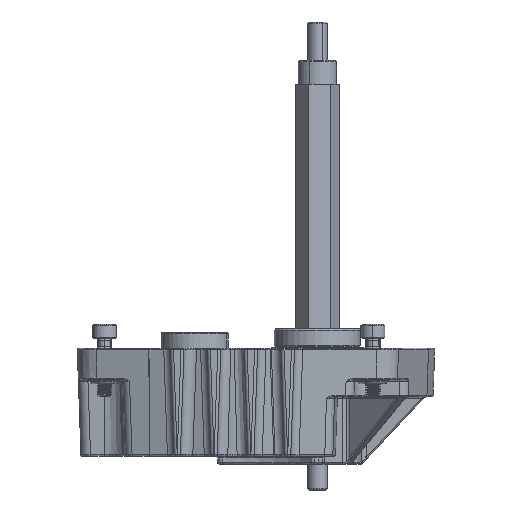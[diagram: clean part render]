
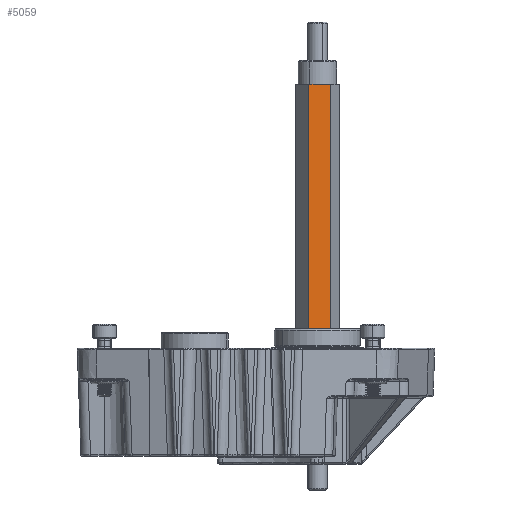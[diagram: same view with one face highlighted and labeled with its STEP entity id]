
A CAD part, left-side view. The second image highlights one B-rep face of the part: STEP entity #5059.
In plain terms, the highlighted face is planar.
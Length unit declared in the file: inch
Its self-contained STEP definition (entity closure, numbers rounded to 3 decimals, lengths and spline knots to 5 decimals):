
#425 = CARTESIAN_POINT ( 'NONE',  ( 0.805, -0.25, 0.14434 ) ) ;
#3003 = LINE ( 'NONE', #46935, #39391 ) ;
#3714 = LINE ( 'NONE', #53868, #5002 ) ;
#4671 = CARTESIAN_POINT ( 'NONE',  ( 4.79, 0., 0.28868 ) ) ;
#4824 = VECTOR ( 'NONE', #61523, 39.37008 ) ;
#5002 = VECTOR ( 'NONE', #65973, 39.37008 ) ;
#5059 = ADVANCED_FACE ( 'NONE', ( #50044 ), #39353, .F. ) ;
#6173 = VERTEX_POINT ( 'NONE', #69084 ) ;
#7602 = CARTESIAN_POINT ( 'NONE',  ( 4.79, 0., 0.28868 ) ) ;
#7775 = VERTEX_POINT ( 'NONE', #41002 ) ;
#10202 = ORIENTED_EDGE ( 'NONE', *, *, #66822, .T. ) ;
#13465 = EDGE_CURVE ( 'NONE', #7775, #71177, #3003, .T. ) ;
#16525 = EDGE_CURVE ( 'NONE', #18460, #6173, #68288, .T. ) ;
#17529 = CARTESIAN_POINT ( 'NONE',  ( 0.805, 0., 0.28868 ) ) ;
#18080 = CARTESIAN_POINT ( 'NONE',  ( 4.79, 0., 0.28868 ) ) ;
#18460 = VERTEX_POINT ( 'NONE', #7602 ) ;
#22733 = CARTESIAN_POINT ( 'NONE',  ( 4.79, -0.25, 0.14434 ) ) ;
#23345 = CARTESIAN_POINT ( 'NONE',  ( 4.79, -0.25, 0.14434 ) ) ;
#29582 = ORIENTED_EDGE ( 'NONE', *, *, #59850, .F. ) ;
#33877 = ORIENTED_EDGE ( 'NONE', *, *, #13465, .F. ) ;
#35547 = DIRECTION ( 'NONE',  ( 0., -0.866, -0.5 ) ) ;
#38908 = EDGE_CURVE ( 'NONE', #71177, #41964, #57424, .T. ) ;
#38985 = DIRECTION ( 'NONE',  ( 0., 0.5, -0.866 ) ) ;
#39353 = PLANE ( 'NONE',  #44530 ) ;
#39391 = VECTOR ( 'NONE', #35547, 39.37008 ) ;
#39442 = LINE ( 'NONE', #17529, #4824 ) ;
#41002 = CARTESIAN_POINT ( 'NONE',  ( 4.79, -0.125, 0.21651 ) ) ;
#41964 = VERTEX_POINT ( 'NONE', #425 ) ;
#44530 = AXIS2_PLACEMENT_3D ( 'NONE', #4671, #38985, #49321 ) ;
#46935 = CARTESIAN_POINT ( 'NONE',  ( 4.79, 0., 0.28868 ) ) ;
#48456 = ORIENTED_EDGE ( 'NONE', *, *, #16525, .T. ) ;
#49321 = DIRECTION ( 'NONE',  ( 0., 0.866, 0.5 ) ) ;
#50044 = FACE_OUTER_BOUND ( 'NONE', #60358, .T. ) ;
#53668 = VECTOR ( 'NONE', #57280, 39.37008 ) ;
#53868 = CARTESIAN_POINT ( 'NONE',  ( 4.79, 0., 0.28868 ) ) ;
#56487 = ORIENTED_EDGE ( 'NONE', *, *, #38908, .F. ) ;
#57280 = DIRECTION ( 'NONE',  ( -1., 0., 0. ) ) ;
#57424 = LINE ( 'NONE', #23345, #65025 ) ;
#59850 = EDGE_CURVE ( 'NONE', #18460, #7775, #3714, .T. ) ;
#60358 = EDGE_LOOP ( 'NONE', ( #10202, #56487, #33877, #29582, #48456 ) ) ;
#61523 = DIRECTION ( 'NONE',  ( 0., -0.866, -0.5 ) ) ;
#65025 = VECTOR ( 'NONE', #68444, 39.37008 ) ;
#65973 = DIRECTION ( 'NONE',  ( 0., -0.866, -0.5 ) ) ;
#66822 = EDGE_CURVE ( 'NONE', #6173, #41964, #39442, .T. ) ;
#68288 = LINE ( 'NONE', #18080, #53668 ) ;
#68444 = DIRECTION ( 'NONE',  ( -1., 0., 0. ) ) ;
#69084 = CARTESIAN_POINT ( 'NONE',  ( 0.805, 0., 0.28868 ) ) ;
#71177 = VERTEX_POINT ( 'NONE', #22733 ) ;
